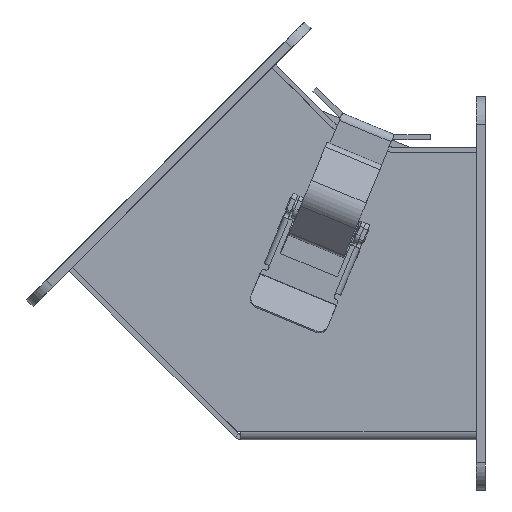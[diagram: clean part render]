
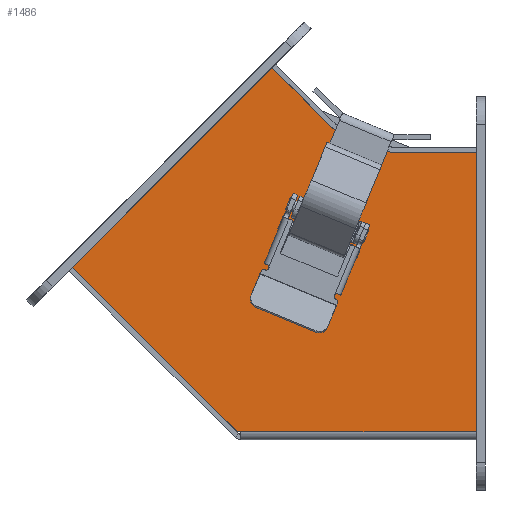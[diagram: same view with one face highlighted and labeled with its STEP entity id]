
A CAD part, front view. The second image highlights one B-rep face of the part: STEP entity #1486.
In plain terms, the highlighted planar face has unit normal (0, -1, 0).
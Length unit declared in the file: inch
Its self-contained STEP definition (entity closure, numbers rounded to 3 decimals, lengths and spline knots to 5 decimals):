
#10 = VECTOR ( 'NONE', #8969, 39.37008 ) ;
#192 = CARTESIAN_POINT ( 'NONE',  ( -1.96628, -2., 4.25749 ) ) ;
#513 = CARTESIAN_POINT ( 'NONE',  ( -2.79418, -2., 5.08539 ) ) ;
#533 = LINE ( 'NONE', #7857, #2263 ) ;
#925 = ORIENTED_EDGE ( 'NONE', *, *, #7104, .F. ) ;
#1213 = DIRECTION ( 'NONE',  ( 0., 1., 0. ) ) ;
#1281 = VECTOR ( 'NONE', #3792, 39.37008 ) ;
#1334 = DIRECTION ( 'NONE',  ( 0.707, 0., -0.707 ) ) ;
#1354 = LINE ( 'NONE', #2171, #1281 ) ;
#1486 = ADVANCED_FACE ( 'NONE', ( #3522 ), #6432, .F. ) ;
#1608 = VERTEX_POINT ( 'NONE', #3964 ) ;
#1815 = VERTEX_POINT ( 'NONE', #2914 ) ;
#2031 = CARTESIAN_POINT ( 'NONE',  ( 0., -2., 5.25 ) ) ;
#2171 = CARTESIAN_POINT ( 'NONE',  ( -5.52078, -2., 2.35878 ) ) ;
#2263 = VECTOR ( 'NONE', #5663, 39.37008 ) ;
#2277 = ORIENTED_EDGE ( 'NONE', *, *, #6585, .F. ) ;
#2914 = CARTESIAN_POINT ( 'NONE',  ( -1.96628, -2., 4.25749 ) ) ;
#3091 = VERTEX_POINT ( 'NONE', #3662 ) ;
#3174 = CARTESIAN_POINT ( 'NONE',  ( 0., -2., 3.928 ) ) ;
#3190 = LINE ( 'NONE', #6100, #3534 ) ;
#3302 = DIRECTION ( 'NONE',  ( -0.707, 0., 0.707 ) ) ;
#3494 = LINE ( 'NONE', #513, #7007 ) ;
#3522 = FACE_OUTER_BOUND ( 'NONE', #6219, .T. ) ;
#3534 = VECTOR ( 'NONE', #8297, 39.37008 ) ;
#3538 = VERTEX_POINT ( 'NONE', #4715 ) ;
#3662 = CARTESIAN_POINT ( 'NONE',  ( -3.27, -2., 0.108 ) ) ;
#3792 = DIRECTION ( 'NONE',  ( 0.707, 0., 0.707 ) ) ;
#3813 = CARTESIAN_POINT ( 'NONE',  ( 0., -2., 5.25 ) ) ;
#3916 = VERTEX_POINT ( 'NONE', #3174 ) ;
#3958 = LINE ( 'NONE', #3813, #10 ) ;
#3964 = CARTESIAN_POINT ( 'NONE',  ( -1.17082, -2., 3.928 ) ) ;
#3973 = CARTESIAN_POINT ( 'NONE',  ( -3.27, -2., 0.108 ) ) ;
#4047 = VERTEX_POINT ( 'NONE', #4943 ) ;
#4372 = CARTESIAN_POINT ( 'NONE',  ( 0., -2., 0.108 ) ) ;
#4715 = CARTESIAN_POINT ( 'NONE',  ( -2.79418, -2., 5.08539 ) ) ;
#4943 = CARTESIAN_POINT ( 'NONE',  ( -3.21909, -2., 0.108 ) ) ;
#5027 = VECTOR ( 'NONE', #7280, 39.37008 ) ;
#5149 = VERTEX_POINT ( 'NONE', #8857 ) ;
#5322 = ORIENTED_EDGE ( 'NONE', *, *, #5361, .F. ) ;
#5361 = EDGE_CURVE ( 'NONE', #1815, #1608, #9168, .T. ) ;
#5443 = LINE ( 'NONE', #3973, #8957 ) ;
#5663 = DIRECTION ( 'NONE',  ( -1., 0., 0. ) ) ;
#5880 = EDGE_CURVE ( 'NONE', #4047, #3091, #533, .T. ) ;
#6100 = CARTESIAN_POINT ( 'NONE',  ( 0., -2., 3.928 ) ) ;
#6219 = EDGE_LOOP ( 'NONE', ( #9388, #6651, #6777, #8940, #8295, #5322, #2277, #925 ) ) ;
#6394 = EDGE_CURVE ( 'NONE', #7496, #4047, #7995, .T. ) ;
#6413 = CARTESIAN_POINT ( 'NONE',  ( 0., -2., 0.108 ) ) ;
#6432 = PLANE ( 'NONE',  #7701 ) ;
#6585 = EDGE_CURVE ( 'NONE', #3538, #1815, #3494, .T. ) ;
#6651 = ORIENTED_EDGE ( 'NONE', *, *, #5880, .F. ) ;
#6777 = ORIENTED_EDGE ( 'NONE', *, *, #6394, .F. ) ;
#7007 = VECTOR ( 'NONE', #1334, 39.37008 ) ;
#7104 = EDGE_CURVE ( 'NONE', #5149, #3538, #1354, .T. ) ;
#7280 = DIRECTION ( 'NONE',  ( -1., 0., 0. ) ) ;
#7496 = VERTEX_POINT ( 'NONE', #6413 ) ;
#7701 = AXIS2_PLACEMENT_3D ( 'NONE', #2031, #1213, #8528 ) ;
#7733 = DIRECTION ( 'NONE',  ( 0.924, 0., -0.383 ) ) ;
#7857 = CARTESIAN_POINT ( 'NONE',  ( 0., -2., 0.108 ) ) ;
#7995 = LINE ( 'NONE', #4372, #5027 ) ;
#8195 = EDGE_CURVE ( 'NONE', #3916, #7496, #3958, .T. ) ;
#8248 = EDGE_CURVE ( 'NONE', #1608, #3916, #3190, .T. ) ;
#8295 = ORIENTED_EDGE ( 'NONE', *, *, #8248, .F. ) ;
#8297 = DIRECTION ( 'NONE',  ( 1., 0., 0. ) ) ;
#8298 = VECTOR ( 'NONE', #7733, 39.37008 ) ;
#8528 = DIRECTION ( 'NONE',  ( 0., 0., 1. ) ) ;
#8857 = CARTESIAN_POINT ( 'NONE',  ( -5.52078, -2., 2.35878 ) ) ;
#8940 = ORIENTED_EDGE ( 'NONE', *, *, #8195, .F. ) ;
#8952 = EDGE_CURVE ( 'NONE', #3091, #5149, #5443, .T. ) ;
#8957 = VECTOR ( 'NONE', #3302, 39.37008 ) ;
#8969 = DIRECTION ( 'NONE',  ( 0., 0., -1. ) ) ;
#9168 = LINE ( 'NONE', #192, #8298 ) ;
#9388 = ORIENTED_EDGE ( 'NONE', *, *, #8952, .F. ) ;
